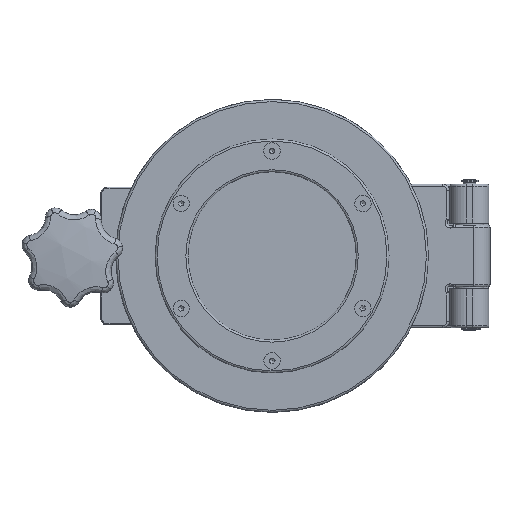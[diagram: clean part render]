
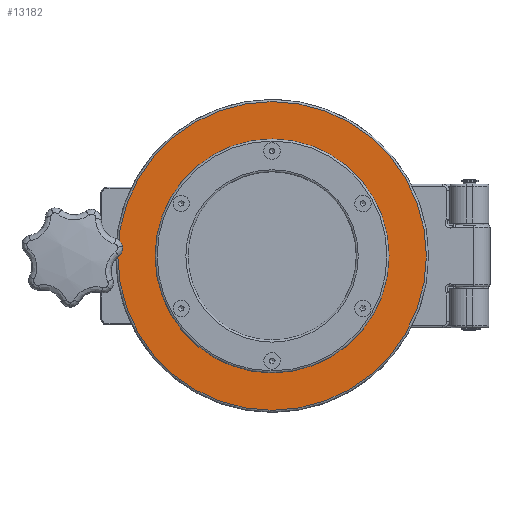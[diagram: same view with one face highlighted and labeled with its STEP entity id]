
A CAD part, top view. The second image highlights one B-rep face of the part: STEP entity #13182.
In plain terms, the highlighted planar face has unit normal (0, 0, 1).
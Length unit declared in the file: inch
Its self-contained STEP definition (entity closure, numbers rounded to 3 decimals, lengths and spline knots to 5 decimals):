
#334=FACE_BOUND('',#4220,.T.);
#3374=FACE_OUTER_BOUND('',#4219,.T.);
#4219=EDGE_LOOP('',(#10331));
#4220=EDGE_LOOP('',(#10332));
#5120=CIRCLE('',#14340,2.24409);
#5126=CIRCLE('',#14351,2.96063);
#6198=VERTEX_POINT('',#21784);
#6203=VERTEX_POINT('',#21802);
#7686=EDGE_CURVE('',#6198,#6198,#5120,.T.);
#7693=EDGE_CURVE('',#6203,#6203,#5126,.T.);
#10331=ORIENTED_EDGE('',*,*,#7693,.T.);
#10332=ORIENTED_EDGE('',*,*,#7686,.T.);
#12714=PLANE('',#14350);
#13182=ADVANCED_FACE('',(#3374,#334),#12714,.F.);
#14340=AXIS2_PLACEMENT_3D('',#21786,#17014,#17015);
#14350=AXIS2_PLACEMENT_3D('',#21801,#17035,#17036);
#14351=AXIS2_PLACEMENT_3D('',#21803,#17037,#17038);
#17014=DIRECTION('center_axis',(0.,0.,
-1.));
#17015=DIRECTION('ref_axis',(0.,1.,0.));
#17035=DIRECTION('center_axis',(0.,0.,
-1.));
#17036=DIRECTION('ref_axis',(0.,1.,0.));
#17037=DIRECTION('center_axis',(0.,0.,
1.));
#17038=DIRECTION('ref_axis',(0.,1.,0.));
#21784=CARTESIAN_POINT('',(-0.00003,-2.24407,1.27953));
#21786=CARTESIAN_POINT('Origin',(-0.00003,0.00002,
1.27953));
#21801=CARTESIAN_POINT('Origin',(0.,0.,
1.27953));
#21802=CARTESIAN_POINT('',(0.,-2.96063,1.27953));
#21803=CARTESIAN_POINT('Origin',(0.,0.,
1.27953));
